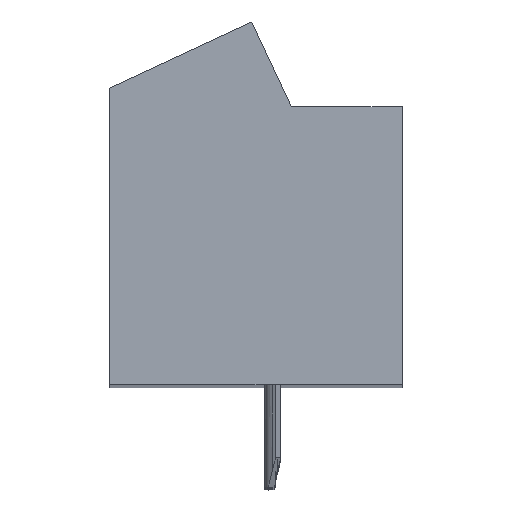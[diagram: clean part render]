
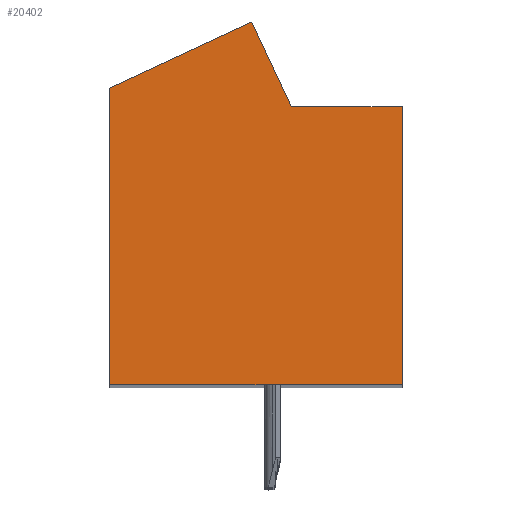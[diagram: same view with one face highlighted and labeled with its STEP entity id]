
A CAD part, top view. The second image highlights one B-rep face of the part: STEP entity #20402.
In plain terms, the highlighted planar face has unit normal (0, 0, 1).
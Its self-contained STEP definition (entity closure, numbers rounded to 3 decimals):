
#7201=DIRECTION('',(-1.,0.,0.));
#7202=VECTOR('',#7201,3.79);
#7203=CARTESIAN_POINT('',(5.002,3.3,57.75));
#7204=LINE('',#7203,#7202);
#7205=DIRECTION('',(0.,1.,0.));
#7206=VECTOR('',#7205,9.5);
#7207=CARTESIAN_POINT('',(5.002,-6.2,57.75));
#7208=LINE('',#7207,#7206);
#7209=DIRECTION('',(1.,0.,0.));
#7210=VECTOR('',#7209,10.);
#7211=CARTESIAN_POINT('',(-4.998,-6.2,57.75));
#7212=LINE('',#7211,#7210);
#7213=DIRECTION('',(0.,-1.,0.));
#7214=VECTOR('',#7213,10.135);
#7215=CARTESIAN_POINT('',(-4.998,3.935,57.75));
#7216=LINE('',#7215,#7214);
#7217=DIRECTION('',(-0.906,-0.423,0.));
#7218=VECTOR('',#7217,5.36);
#7219=CARTESIAN_POINT('',(-0.14,6.2,57.75));
#7220=LINE('',#7219,#7218);
#7221=DIRECTION('',(-0.423,0.906,0.));
#7222=VECTOR('',#7221,3.2);
#7223=CARTESIAN_POINT('',(1.212,3.3,57.75));
#7224=LINE('',#7223,#7222);
#8852=CARTESIAN_POINT('',(5.002,3.3,57.75));
#8853=CARTESIAN_POINT('',(1.212,3.3,57.75));
#8854=VERTEX_POINT('',#8852);
#8855=VERTEX_POINT('',#8853);
#8856=CARTESIAN_POINT('',(-0.14,6.2,57.75));
#8857=VERTEX_POINT('',#8856);
#8858=CARTESIAN_POINT('',(-4.998,3.935,57.75));
#8859=VERTEX_POINT('',#8858);
#8860=CARTESIAN_POINT('',(-4.998,-6.2,57.75));
#8861=VERTEX_POINT('',#8860);
#8862=CARTESIAN_POINT('',(5.002,-6.2,57.75));
#8863=VERTEX_POINT('',#8862);
#20389=CARTESIAN_POINT('',(0.,0.,57.75));
#20390=DIRECTION('',(0.,0.,1.));
#20391=DIRECTION('',(1.,0.,0.));
#20392=AXIS2_PLACEMENT_3D('',#20389,#20390,#20391);
#20393=PLANE('',#20392);
#20394=ORIENTED_EDGE('',*,*,#11303,.F.);
#20395=ORIENTED_EDGE('',*,*,#11318,.F.);
#20396=ORIENTED_EDGE('',*,*,#11332,.F.);
#20397=ORIENTED_EDGE('',*,*,#11655,.F.);
#20398=ORIENTED_EDGE('',*,*,#12416,.F.);
#20399=ORIENTED_EDGE('',*,*,#20383,.F.);
#20400=EDGE_LOOP('',(#20394,#20395,#20396,#20397,#20398,#20399));
#20401=FACE_OUTER_BOUND('',#20400,.F.);
#11303=EDGE_CURVE('',#8854,#8855,#7204,.T.);
#11318=EDGE_CURVE('',#8863,#8854,#7208,.T.);
#11332=EDGE_CURVE('',#8861,#8863,#7212,.T.);
#11655=EDGE_CURVE('',#8859,#8861,#7216,.T.);
#12416=EDGE_CURVE('',#8857,#8859,#7220,.T.);
#20383=EDGE_CURVE('',#8855,#8857,#7224,.T.);
#20402=ADVANCED_FACE('',(#20401),#20393,.T.);
